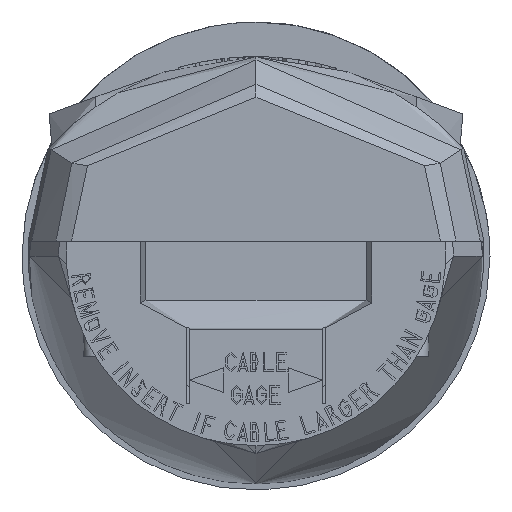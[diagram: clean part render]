
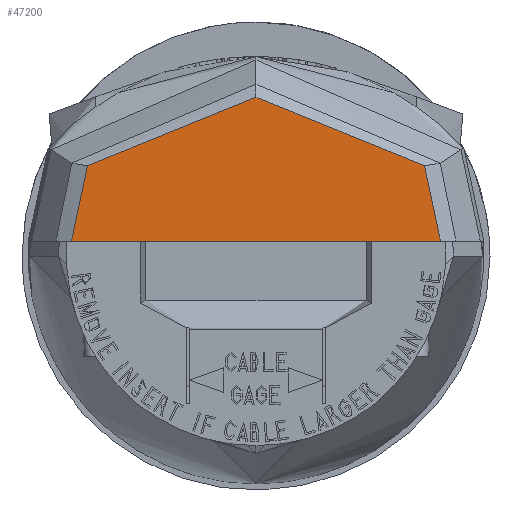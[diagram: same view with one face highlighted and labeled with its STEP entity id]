
A CAD part, left-side view. The second image highlights one B-rep face of the part: STEP entity #47200.
In plain terms, the highlighted planar face has unit normal (-1, 0, 0).
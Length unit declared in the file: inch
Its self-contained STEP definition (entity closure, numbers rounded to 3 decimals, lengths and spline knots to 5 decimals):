
#2121 = EDGE_CURVE ( 'NONE', #5334, #48454, #49376, .T. ) ;
#3725 = CARTESIAN_POINT ( 'NONE',  ( -1.62379, 0., 0.51917 ) ) ;
#4538 = DIRECTION ( 'NONE',  ( 0., 0., -1. ) ) ;
#4971 = CARTESIAN_POINT ( 'NONE',  ( -1.62379, 0.5013, 0.04914 ) ) ;
#5334 = VERTEX_POINT ( 'NONE', #51780 ) ;
#5604 = CARTESIAN_POINT ( 'NONE',  ( -1.62379, -0.60349, 0.09143 ) ) ;
#5775 = CARTESIAN_POINT ( 'NONE',  ( -1.62379, 0.27673, 0.1524 ) ) ;
#6864 = CARTESIAN_POINT ( 'NONE',  ( -1.62379, -0.45021, 0.04914 ) ) ;
#8153 = CARTESIAN_POINT ( 'NONE',  ( -1.62379, -0.55094, 0.29546 ) ) ;
#9061 = EDGE_CURVE ( 'NONE', #76302, #53373, #13575, .T. ) ;
#9520 = EDGE_CURVE ( 'NONE', #14048, #48454, #35982, .T. ) ;
#9868 = CARTESIAN_POINT ( 'NONE',  ( -1.62379, 0.34438, 0.442 ) ) ;
#10888 = CARTESIAN_POINT ( 'NONE',  ( -1.62379, -0.47467, 0.36277 ) ) ;
#11803 = CARTESIAN_POINT ( 'NONE',  ( -1.62379, -0.55094, 0.29546 ) ) ;
#11882 = CARTESIAN_POINT ( 'NONE',  ( -1.62379, 0.20006, 0.17913 ) ) ;
#12413 = AXIS2_PLACEMENT_3D ( 'NONE', #40517, #25601, #4538 ) ;
#13243 = CARTESIAN_POINT ( 'NONE',  ( -1.62379, 0.08087, 0.20276 ) ) ;
#13575 = B_SPLINE_CURVE_WITH_KNOTS ( 'NONE', 3,
 ( #22040, #17378, #67392, #58508, #9868, #22516, #38359, #58053, #15961, #37915 ),
 .UNSPECIFIED., .F., .F.,
 ( 4, 2, 2, 2, 4 ),
 ( 0., 0.25, 0.5, 0.75, 1. ),
 .UNSPECIFIED. ) ;
#13854 = EDGE_CURVE ( 'NONE', #62932, #76302, #35040, .T. ) ;
#13994 = CARTESIAN_POINT ( 'NONE',  ( -1.62379, -0.60349, 0.04914 ) ) ;
#14048 = VERTEX_POINT ( 'NONE', #80939 ) ;
#15961 = CARTESIAN_POINT ( 'NONE',  ( -1.62379, 0.0508, 0.51917 ) ) ;
#17378 = CARTESIAN_POINT ( 'NONE',  ( -1.62379, 0.51452, 0.33088 ) ) ;
#17927 = CARTESIAN_POINT ( 'NONE',  ( -1.62379, -0.51452, 0.33088 ) ) ;
#17989 = CARTESIAN_POINT ( 'NONE',  ( -1.62379, 0.60349, 0.09143 ) ) ;
#18820 = CARTESIAN_POINT ( 'NONE',  ( -1.62379, -0.1016, 0.51426 ) ) ;
#19134 = ORIENTED_EDGE ( 'NONE', *, *, #63874, .F. ) ;
#22040 = CARTESIAN_POINT ( 'NONE',  ( -1.62379, 0.55094, 0.29546 ) ) ;
#22516 = CARTESIAN_POINT ( 'NONE',  ( -1.62379, 0.25024, 0.48022 ) ) ;
#22909 = VERTEX_POINT ( 'NONE', #8153 ) ;
#24638 = CARTESIAN_POINT ( 'NONE',  ( -1.62379, 0.60349, 0.04914 ) ) ;
#24916 = CARTESIAN_POINT ( 'NONE',  ( -1.62379, 0., 0.51917 ) ) ;
#24973 = CARTESIAN_POINT ( 'NONE',  ( -1.62379, 0.5682, 0.25686 ) ) ;
#25601 = DIRECTION ( 'NONE',  ( 1., 0., 0. ) ) ;
#26658 = ORIENTED_EDGE ( 'NONE', *, *, #9520, .F. ) ;
#27273 = CARTESIAN_POINT ( 'NONE',  ( -1.62379, 0.0406, 0.20614 ) ) ;
#30467 = ORIENTED_EDGE ( 'NONE', *, *, #9061, .F. ) ;
#31999 = CARTESIAN_POINT ( 'NONE',  ( -1.62379, 0.60349, 0.04914 ) ) ;
#34338 = CARTESIAN_POINT ( 'NONE',  ( -1.62379, -0.38476, 0.09678 ) ) ;
#34538 = CARTESIAN_POINT ( 'NONE',  ( -1.62379, -0.5013, 0.04914 ) ) ;
#35040 = B_SPLINE_CURVE_WITH_KNOTS ( 'NONE', 3,
 ( #37596, #17989, #45984, #74484, #24973, #38057 ),
 .UNSPECIFIED., .F., .F.,
 ( 4, 2, 4 ),
 ( 0., 0.5, 1. ),
 .UNSPECIFIED. ) ;
#35430 = CARTESIAN_POINT ( 'NONE',  ( -1.62379, -0.5524, 0.04914 ) ) ;
#35982 = B_SPLINE_CURVE_WITH_KNOTS ( 'NONE', 3,
 ( #63017, #35430, #34538, #6864 ),
 .UNSPECIFIED., .F., .F.,
 ( 4, 4 ),
 ( 0., 1. ),
 .UNSPECIFIED. ) ;
#36156 = ORIENTED_EDGE ( 'NONE', *, *, #2121, .T. ) ;
#36458 = CARTESIAN_POINT ( 'NONE',  ( -1.62379, -0.45021, 0.04914 ) ) ;
#37596 = CARTESIAN_POINT ( 'NONE',  ( -1.62379, 0.60349, 0.04914 ) ) ;
#37915 = CARTESIAN_POINT ( 'NONE',  ( -1.62379, 0., 0.51917 ) ) ;
#38057 = CARTESIAN_POINT ( 'NONE',  ( -1.62379, 0.55094, 0.29546 ) ) ;
#38359 = CARTESIAN_POINT ( 'NONE',  ( -1.62379, 0.20132, 0.49478 ) ) ;
#40056 = FACE_OUTER_BOUND ( 'NONE', #65761, .T. ) ;
#40373 = CARTESIAN_POINT ( 'NONE',  ( -1.62379, -0.0406, 0.20614 ) ) ;
#40517 = CARTESIAN_POINT ( 'NONE',  ( -1.62379, 0., 0.04914 ) ) ;
#40833 = CARTESIAN_POINT ( 'NONE',  ( -1.62379, 0.38477, 0.09678 ) ) ;
#41578 = CARTESIAN_POINT ( 'NONE',  ( -1.62379, -0.58138, 0.21643 ) ) ;
#41756 = CARTESIAN_POINT ( 'NONE',  ( -1.62379, 0.16093, 0.1892 ) ) ;
#42884 = EDGE_CURVE ( 'NONE', #22909, #14048, #79043, .T. ) ;
#45382 = B_SPLINE_CURVE_WITH_KNOTS ( 'NONE', 3,
 ( #75511, #4971, #54550, #24638 ),
 .UNSPECIFIED., .F., .F.,
 ( 4, 4 ),
 ( 0., 1. ),
 .UNSPECIFIED. ) ;
#45984 = CARTESIAN_POINT ( 'NONE',  ( -1.62379, 0.59903, 0.13372 ) ) ;
#47200 = ADVANCED_FACE ( 'NONE', ( #40056 ), #48902, .F. ) ;
#47852 = CARTESIAN_POINT ( 'NONE',  ( -1.62379, -0.08087, 0.20276 ) ) ;
#48454 = VERTEX_POINT ( 'NONE', #36458 ) ;
#48902 = PLANE ( 'NONE',  #12413 ) ;
#49376 = B_SPLINE_CURVE_WITH_KNOTS ( 'NONE', 3,
 ( #91773, #75857, #40833, #62830, #5775, #11882, #41756, #13243, #27273, #40373, #47852, #70238, #84697, #68892, #54876, #34338, #91307, #55805 ),
 .UNSPECIFIED., .F., .F.,
 ( 4, 2, 2, 2, 2, 2, 2, 2, 4 ),
 ( 0., 0.125, 0.25, 0.375, 0.5, 0.625, 0.75, 0.875, 1. ),
 .UNSPECIFIED. ) ;
#50382 = ORIENTED_EDGE ( 'NONE', *, *, #42884, .F. ) ;
#51780 = CARTESIAN_POINT ( 'NONE',  ( -1.62379, 0.45021, 0.04914 ) ) ;
#53373 = VERTEX_POINT ( 'NONE', #3725 ) ;
#53447 = CARTESIAN_POINT ( 'NONE',  ( -1.62379, -0.0508, 0.51917 ) ) ;
#53924 = CARTESIAN_POINT ( 'NONE',  ( -1.62379, -0.34438, 0.442 ) ) ;
#54550 = CARTESIAN_POINT ( 'NONE',  ( -1.62379, 0.5524, 0.04914 ) ) ;
#54876 = CARTESIAN_POINT ( 'NONE',  ( -1.62379, -0.31365, 0.13594 ) ) ;
#55805 = CARTESIAN_POINT ( 'NONE',  ( -1.62379, -0.45021, 0.04914 ) ) ;
#58053 = CARTESIAN_POINT ( 'NONE',  ( -1.62379, 0.1016, 0.51426 ) ) ;
#58508 = CARTESIAN_POINT ( 'NONE',  ( -1.62379, 0.3896, 0.41833 ) ) ;
#60442 = CARTESIAN_POINT ( 'NONE',  ( -1.62379, -0.25024, 0.48022 ) ) ;
#62830 = CARTESIAN_POINT ( 'NONE',  ( -1.62379, 0.31364, 0.13594 ) ) ;
#62932 = VERTEX_POINT ( 'NONE', #31999 ) ;
#63017 = CARTESIAN_POINT ( 'NONE',  ( -1.62379, -0.60349, 0.04914 ) ) ;
#63874 = EDGE_CURVE ( 'NONE', #5334, #62932, #45382, .T. ) ;
#65761 = EDGE_LOOP ( 'NONE', ( #36156, #26658, #50382, #84150, #30467, #86589, #19134 ) ) ;
#67392 = CARTESIAN_POINT ( 'NONE',  ( -1.62379, 0.47467, 0.36277 ) ) ;
#68892 = CARTESIAN_POINT ( 'NONE',  ( -1.62379, -0.27673, 0.1524 ) ) ;
#70238 = CARTESIAN_POINT ( 'NONE',  ( -1.62379, -0.16092, 0.1892 ) ) ;
#74484 = CARTESIAN_POINT ( 'NONE',  ( -1.62379, 0.58138, 0.21643 ) ) ;
#75511 = CARTESIAN_POINT ( 'NONE',  ( -1.62379, 0.45021, 0.04914 ) ) ;
#75782 = CARTESIAN_POINT ( 'NONE',  ( -1.62379, -0.20132, 0.49478 ) ) ;
#75857 = CARTESIAN_POINT ( 'NONE',  ( -1.62379, 0.41842, 0.07438 ) ) ;
#76302 = VERTEX_POINT ( 'NONE', #91374 ) ;
#76631 = CARTESIAN_POINT ( 'NONE',  ( -1.62379, -0.59903, 0.13372 ) ) ;
#79043 = B_SPLINE_CURVE_WITH_KNOTS ( 'NONE', 3,
 ( #84997, #91142, #41578, #76631, #5604, #13994 ),
 .UNSPECIFIED., .F., .F.,
 ( 4, 2, 4 ),
 ( 0., 0.5, 1. ),
 .UNSPECIFIED. ) ;
#80939 = CARTESIAN_POINT ( 'NONE',  ( -1.62379, -0.60349, 0.04914 ) ) ;
#82383 = CARTESIAN_POINT ( 'NONE',  ( -1.62379, -0.3896, 0.41833 ) ) ;
#84040 = EDGE_CURVE ( 'NONE', #53373, #22909, #89193, .T. ) ;
#84150 = ORIENTED_EDGE ( 'NONE', *, *, #84040, .F. ) ;
#84697 = CARTESIAN_POINT ( 'NONE',  ( -1.62379, -0.20007, 0.17914 ) ) ;
#84997 = CARTESIAN_POINT ( 'NONE',  ( -1.62379, -0.55094, 0.29546 ) ) ;
#86589 = ORIENTED_EDGE ( 'NONE', *, *, #13854, .F. ) ;
#89193 = B_SPLINE_CURVE_WITH_KNOTS ( 'NONE', 3,
 ( #24916, #53447, #18820, #75782, #60442, #53924, #82383, #10888, #17927, #11803 ),
 .UNSPECIFIED., .F., .F.,
 ( 4, 2, 2, 2, 4 ),
 ( 0., 0.25, 0.5, 0.75, 1. ),
 .UNSPECIFIED. ) ;
#91142 = CARTESIAN_POINT ( 'NONE',  ( -1.62379, -0.5682, 0.25686 ) ) ;
#91307 = CARTESIAN_POINT ( 'NONE',  ( -1.62379, -0.41843, 0.07437 ) ) ;
#91374 = CARTESIAN_POINT ( 'NONE',  ( -1.62379, 0.55094, 0.29546 ) ) ;
#91773 = CARTESIAN_POINT ( 'NONE',  ( -1.62379, 0.45021, 0.04914 ) ) ;
